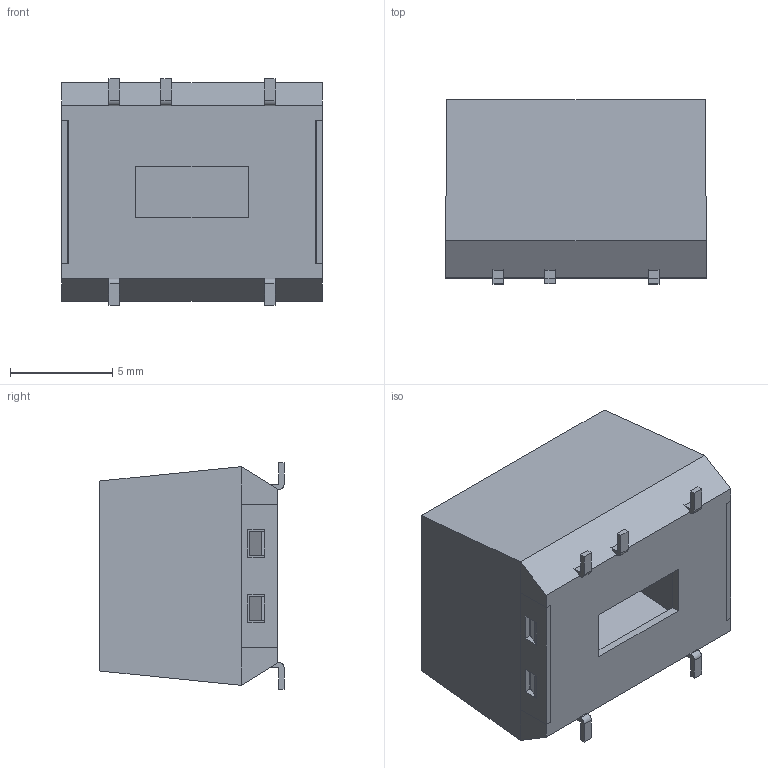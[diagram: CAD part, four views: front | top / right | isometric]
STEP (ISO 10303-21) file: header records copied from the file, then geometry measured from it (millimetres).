
FILE_DESCRIPTION(('FreeCAD Model'),'2;1');
FILE_NAME('R2S_3D_20190722.step','2019-07-22T13:40:36',(''),(''), 'Open CASCADE STEP processor 7.3','FreeCAD','Unknown');
FILE_SCHEMA(('CONFIG_CONTROL_DESIGN','SHAPE_APPEARANCE_LAYER_MIM'));
Length unit declared in the file: millimetre
Products named in the file (7): R2S_case; R2S_pin8(NC); R2S_pin5(+Vout); R2S_pin4(-Vout; R2S_pin2(+Vin); R2S_pin1(-Vin); R2S_bottom_case
Bounding box: 12.75 x 9 x 11.1 mm (x, y, z)
Volume: 242.3 mm3; surface area: 1280 mm2
Topology: 7 solids, 7 shells, 254 faces, 683 edges, 454 vertices
Faces by surface type: plane 233, cylinder 21
Entity records: 18017 total; most frequent: CARTESIAN_POINT 2896, DIRECTION 2578, LINE 1965, VECTOR 1965, ORIENTED_EDGE 1366, PCURVE 1366, DEFINITIONAL_REPRESENTATION 1366, EDGE_CURVE 683
